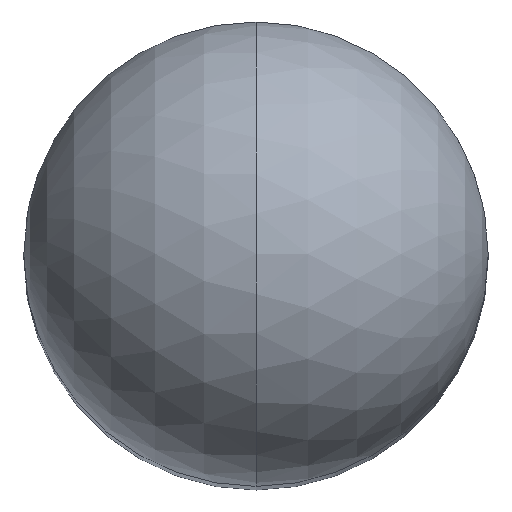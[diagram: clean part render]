
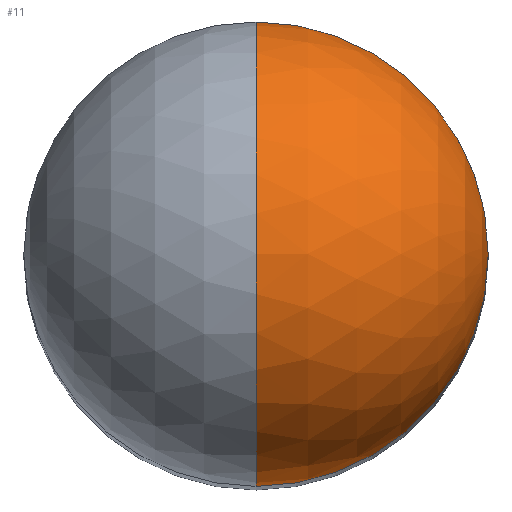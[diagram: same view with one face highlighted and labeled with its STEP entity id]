
A CAD part, top view. The second image highlights one B-rep face of the part: STEP entity #11.
In plain terms, the highlighted spherical face has radius 10 mm.
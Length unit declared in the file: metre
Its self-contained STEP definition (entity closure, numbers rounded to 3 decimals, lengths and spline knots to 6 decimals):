
#9 = AXIS2_PLACEMENT_3D ( 'NONE', #32, #37, #90 ) ;
#11 = ADVANCED_FACE ( 'NONE', ( #88 ), #122, .T. ) ;
#12 = EDGE_LOOP ( 'NONE', ( #151, #165, #44 ) ) ;
#13 = CARTESIAN_POINT ( 'NONE',  ( 0., 0., 0.09 ) ) ;
#15 = AXIS2_PLACEMENT_3D ( 'NONE', #13, #158, #146 ) ;
#21 = DIRECTION ( 'NONE',  ( 0., 0., 1. ) ) ;
#23 = VERTEX_POINT ( 'NONE', #148 ) ;
#25 = CIRCLE ( 'NONE', #57, 0.01 ) ;
#28 = DIRECTION ( 'NONE',  ( -1., 0., 0. ) ) ;
#30 = DIRECTION ( 'NONE',  ( 1., 0., 0. ) ) ;
#32 = CARTESIAN_POINT ( 'NONE',  ( 0., 0., 0.09 ) ) ;
#37 = DIRECTION ( 'NONE',  ( 0., 0., -1. ) ) ;
#44 = ORIENTED_EDGE ( 'NONE', *, *, #139, .F. ) ;
#57 = AXIS2_PLACEMENT_3D ( 'NONE', #93, #30, #147 ) ;
#62 = VERTEX_POINT ( 'NONE', #116 ) ;
#72 = CIRCLE ( 'NONE', #9, 0.01 ) ;
#81 = AXIS2_PLACEMENT_3D ( 'NONE', #102, #28, #21 ) ;
#86 = EDGE_CURVE ( 'NONE', #62, #23, #25, .T. ) ;
#88 = FACE_OUTER_BOUND ( 'NONE', #12, .T. ) ;
#90 = DIRECTION ( 'NONE',  ( 0., 1., 0. ) ) ;
#93 = CARTESIAN_POINT ( 'NONE',  ( 0., 0., 0.09 ) ) ;
#102 = CARTESIAN_POINT ( 'NONE',  ( 0., 0., 0.09 ) ) ;
#108 = VERTEX_POINT ( 'NONE', #130 ) ;
#115 = EDGE_CURVE ( 'NONE', #62, #108, #142, .T. ) ;
#116 = CARTESIAN_POINT ( 'NONE',  ( 0., 0., 0.1 ) ) ;
#122 = SPHERICAL_SURFACE ( 'NONE', #15, 0.01 ) ;
#130 = CARTESIAN_POINT ( 'NONE',  ( 0., 0.01, 0.09 ) ) ;
#139 = EDGE_CURVE ( 'NONE', #108, #23, #72, .T. ) ;
#142 = CIRCLE ( 'NONE', #81, 0.01 ) ;
#146 = DIRECTION ( 'NONE',  ( 0., 1., 0. ) ) ;
#147 = DIRECTION ( 'NONE',  ( 0., 1., 0. ) ) ;
#148 = CARTESIAN_POINT ( 'NONE',  ( 0., -0.01, 0.09 ) ) ;
#151 = ORIENTED_EDGE ( 'NONE', *, *, #115, .F. ) ;
#158 = DIRECTION ( 'NONE',  ( 1., 0., 0. ) ) ;
#165 = ORIENTED_EDGE ( 'NONE', *, *, #86, .T. ) ;
